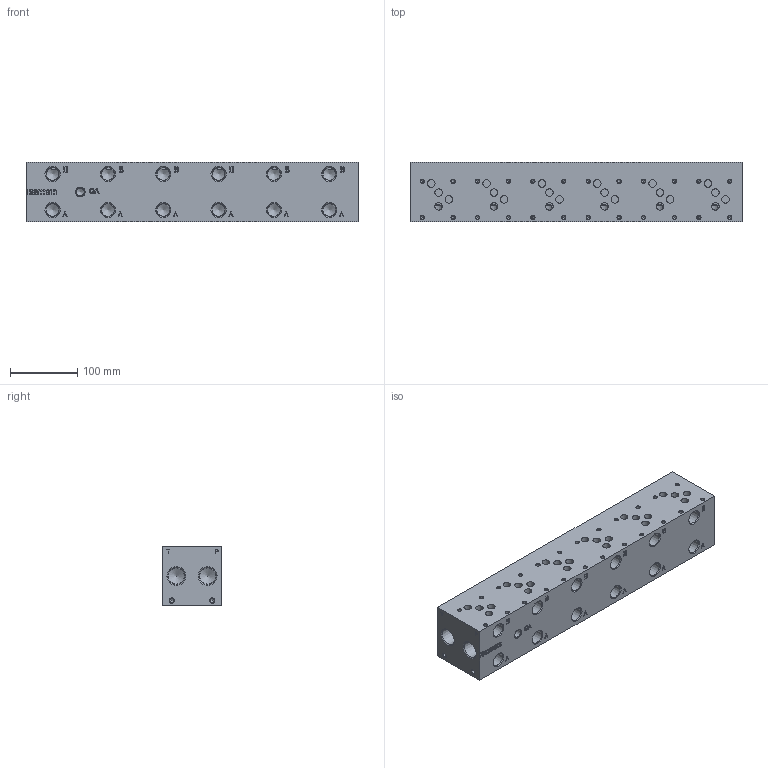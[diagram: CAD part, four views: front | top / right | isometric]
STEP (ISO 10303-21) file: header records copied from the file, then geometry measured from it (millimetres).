
FILE_DESCRIPTION( ( 'STEP AP214' ), ' ' );
FILE_NAME( 'AD05P063P.stp', '2018-05-10T03:21:31', ( '' ), ( '' ), ' ', 'PARTsolutions', ' ' );
FILE_SCHEMA( ( 'AUTOMOTIVE_DESIGN { 1 0 10303 214 1 1 1 1 }' ) );
Length unit declared in the file: inch
Products named in the file (1): _AD05P063P
Bounding box: 495.3 x 88.9 x 88.9 mm (x, y, z)
Volume: 3729415.4 mm3; surface area: 234952.1 mm2
Topology: 1 solids, 1 shells, 543 faces, 1362 edges, 880 vertices
Faces by surface type: plane 315, cylinder 121, cone 107
Full cylindrical faces by diameter (mm): 4.976 x24, 6.411 x4, 11.201 x24
Entity records: 19527 total; most frequent: CARTESIAN_POINT 2834, DIRECTION 2525, ORIENTED_EDGE 2280, EDGE_CURVE 1140, AXIS2_PLACEMENT_3D 865, VERTEX_POINT 862, LINE 795, VECTOR 795
